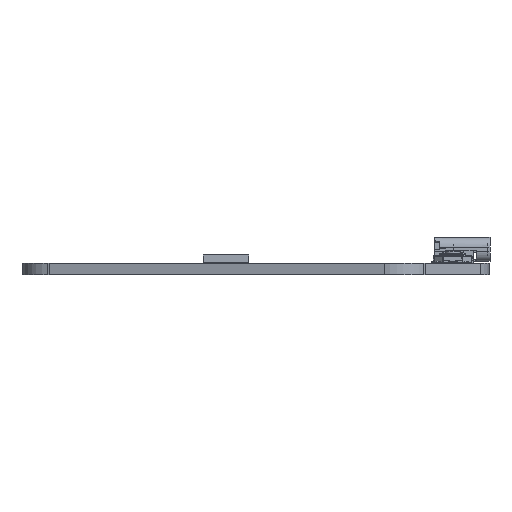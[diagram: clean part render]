
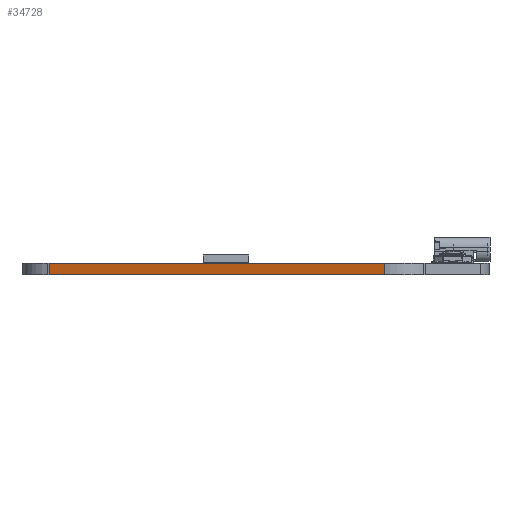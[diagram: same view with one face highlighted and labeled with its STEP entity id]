
A CAD part, left-side view. The second image highlights one B-rep face of the part: STEP entity #34728.
In plain terms, the highlighted planar face has unit normal (-0.954, 0.299, 0).
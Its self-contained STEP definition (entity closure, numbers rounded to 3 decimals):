
#33276 = VERTEX_POINT('',#33277);
#33277 = CARTESIAN_POINT('',(118.464,-64.284,0.));
#33283 = EDGE_CURVE('',#33284,#33276,#33286,.T.);
#33284 = VERTEX_POINT('',#33285);
#33285 = CARTESIAN_POINT('',(104.588,-108.575,0.));
#33286 = LINE('',#33287,#33288);
#33287 = CARTESIAN_POINT('',(104.588,-108.575,0.));
#33288 = VECTOR('',#33289,1.);
#33289 = DIRECTION('',(0.299,0.954,0.));
#33834 = VERTEX_POINT('',#33835);
#33835 = CARTESIAN_POINT('',(118.464,-64.284,1.51));
#33841 = EDGE_CURVE('',#33842,#33834,#33844,.T.);
#33842 = VERTEX_POINT('',#33843);
#33843 = CARTESIAN_POINT('',(104.588,-108.575,1.51));
#33844 = LINE('',#33845,#33846);
#33845 = CARTESIAN_POINT('',(104.588,-108.575,1.51));
#33846 = VECTOR('',#33847,1.);
#33847 = DIRECTION('',(0.299,0.954,0.));
#34698 = EDGE_CURVE('',#33276,#33834,#34699,.T.);
#34699 = LINE('',#34700,#34701);
#34700 = CARTESIAN_POINT('',(118.464,-64.284,0.));
#34701 = VECTOR('',#34702,1.);
#34702 = DIRECTION('',(0.,0.,1.));
#34728 = ADVANCED_FACE('',(#34729),#34740,.T.);
#34729 = FACE_BOUND('',#34730,.T.);
#34730 = EDGE_LOOP('',(#34731,#34737,#34738,#34739));
#34731 = ORIENTED_EDGE('',*,*,#34732,.T.);
#34732 = EDGE_CURVE('',#33284,#33842,#34733,.T.);
#34733 = LINE('',#34734,#34735);
#34734 = CARTESIAN_POINT('',(104.588,-108.575,0.));
#34735 = VECTOR('',#34736,1.);
#34736 = DIRECTION('',(0.,0.,1.));
#34737 = ORIENTED_EDGE('',*,*,#33841,.T.);
#34738 = ORIENTED_EDGE('',*,*,#34698,.F.);
#34739 = ORIENTED_EDGE('',*,*,#33283,.F.);
#34740 = PLANE('',#34741);
#34741 = AXIS2_PLACEMENT_3D('',#34742,#34743,#34744);
#34742 = CARTESIAN_POINT('',(104.588,-108.575,0.));
#34743 = DIRECTION('',(-0.954,0.299,0.));
#34744 = DIRECTION('',(0.299,0.954,0.));
